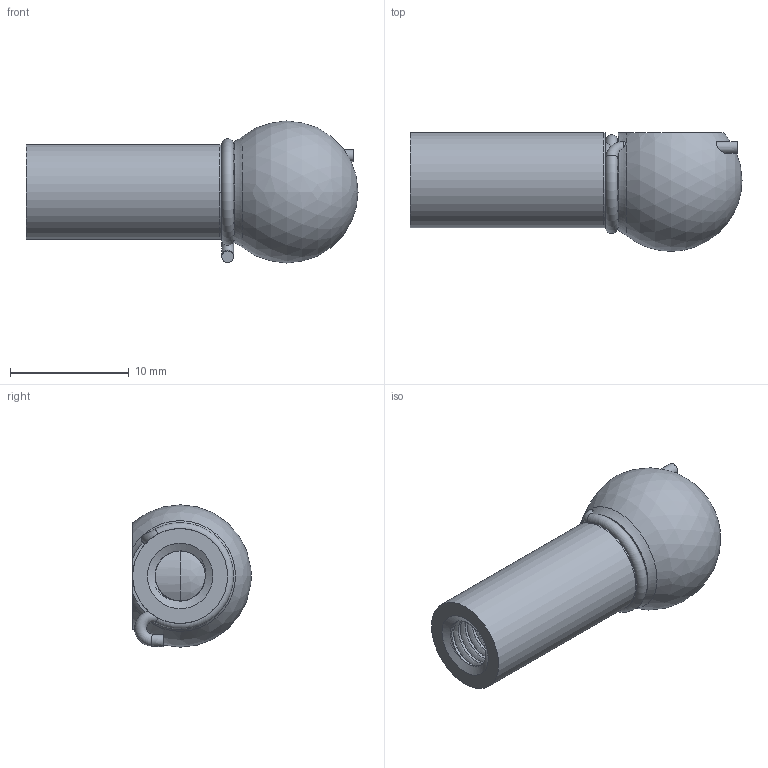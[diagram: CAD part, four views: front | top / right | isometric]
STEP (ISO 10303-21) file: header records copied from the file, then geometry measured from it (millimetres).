
FILE_DESCRIPTION(/* description */ (''),/* implementation_level */ '2;1');
FILE_NAME(/* name */ 'PF22.step',/* time_stamp */ '2024-07-01T16:32:35+02:00',/* author */ (''),/* organization */ (''),/* preprocessor_version */ 'ST-DEVELOPER v20',/* originating_system */ 'Autodesk Translation Framework v13.14.0.145',/* authorisation */ '');
FILE_SCHEMA (('AUTOMOTIVE_DESIGN { 1 0 10303 214 3 1 1 }'));
Length unit declared in the file: millimetre
Products named in the file (1): (Unsaved)
Bounding box: 28 x 10 x 12 mm (x, y, z)
Volume: 1137 mm3; surface area: 1431.4 mm2
Topology: 1 solids, 1 shells, 62 faces, 217 edges, 159 vertices
Faces by surface type: cylinder 38, plane 11, torus 7, sphere 2, bspline 2, cone 2
Full cylindrical faces by diameter (mm): 1 x3, 4.234 x13, 5.12 x14, 8 x2
Entity records: 11771 total; most frequent: CARTESIAN_POINT 10047, ORIENTED_EDGE 428, DIRECTION 254, EDGE_CURVE 214, VERTEX_POINT 159, B_SPLINE_CURVE_WITH_KNOTS 126, AXIS2_PLACEMENT_3D 105, EDGE_LOOP 69
